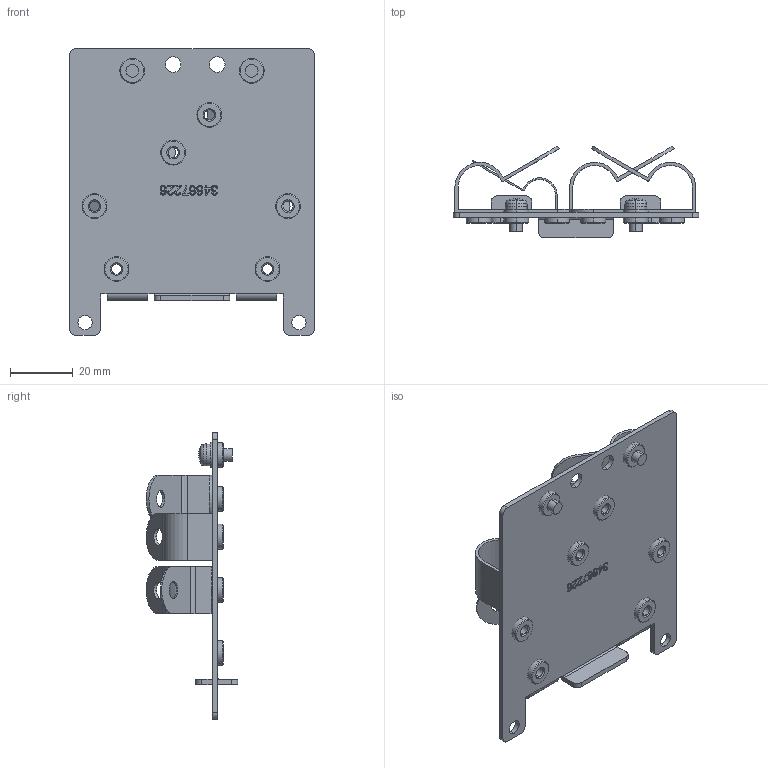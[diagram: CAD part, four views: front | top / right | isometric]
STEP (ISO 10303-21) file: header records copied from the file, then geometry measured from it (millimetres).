
FILE_DESCRIPTION (( 'STEP AP214' ), '1' );
FILE_NAME ('GS20A-ESP-C b.STEP', '2020-04-07T18:52:34', ( '' ), ( '' ), 'SwSTEP 2.0', 'SolidWorks 2017', '' );
FILE_SCHEMA (( 'AUTOMOTIVE_DESIGN' ));
Length unit declared in the file: inch
Products named in the file (1): GS20A-ESP-C b
Bounding box: 78 x 29.11 x 91 mm (x, y, z)
Volume: 15746.4 mm3; surface area: 26045.1 mm2
Topology: 15 solids, 15 shells, 667 faces, 1673 edges, 1092 vertices
Faces by surface type: plane 271, cylinder 172, bspline 150, cone 68, torus 4, sphere 2
Entity records: 21695 total; most frequent: CARTESIAN_POINT 5383, ORIENTED_EDGE 3346, DIRECTION 2867, EDGE_CURVE 1673, VERTEX_POINT 1092, AXIS2_PLACEMENT_3D 976, VECTOR 915, LINE 915
